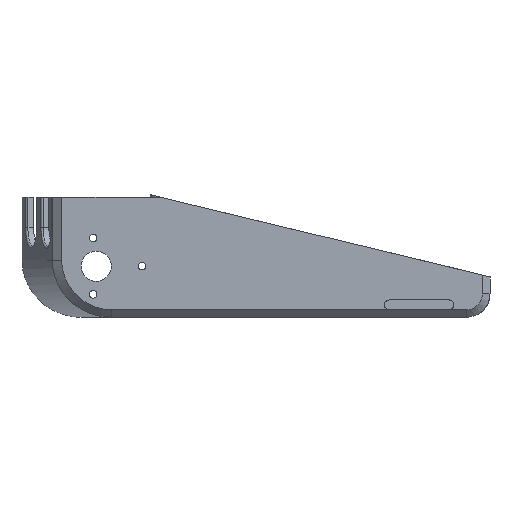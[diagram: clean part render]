
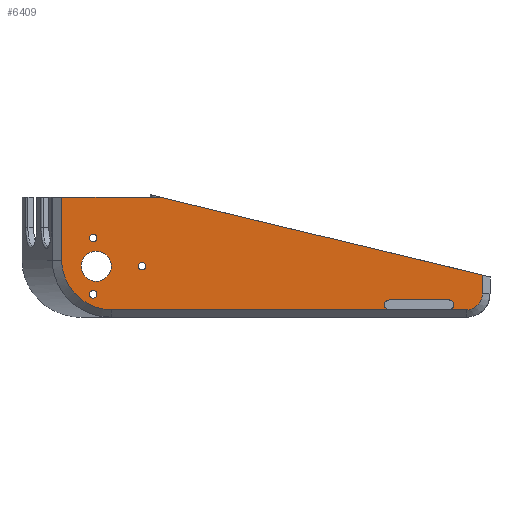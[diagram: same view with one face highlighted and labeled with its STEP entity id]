
A CAD part, left-side view. The second image highlights one B-rep face of the part: STEP entity #6409.
In plain terms, the highlighted planar face has unit normal (-1, 0, 0).
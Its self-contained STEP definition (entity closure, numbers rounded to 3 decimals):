
#1553 = VERTEX_POINT('',#1554);
#1554 = CARTESIAN_POINT('',(-50.8,-49.421,3.302));
#1560 = EDGE_CURVE('',#1561,#1553,#1563,.T.);
#1561 = VERTEX_POINT('',#1562);
#1562 = CARTESIAN_POINT('',(-50.8,-74.821,3.302));
#1563 = LINE('',#1564,#1565);
#1564 = CARTESIAN_POINT('',(-50.8,8.627,3.302));
#1565 = VECTOR('',#1566,1.);
#1566 = DIRECTION('',(0.,1.,0.));
#2747 = VERTEX_POINT('',#2748);
#2748 = CARTESIAN_POINT('',(-50.8,88.9,50.8));
#2754 = EDGE_CURVE('',#2747,#2755,#2757,.T.);
#2755 = VERTEX_POINT('',#2756);
#2756 = CARTESIAN_POINT('',(-50.8,47.574,50.8));
#2757 = LINE('',#2758,#2759);
#2758 = CARTESIAN_POINT('',(-50.8,92.075,50.8));
#2759 = VECTOR('',#2760,1.);
#2760 = DIRECTION('',(0.,-1.,0.));
#3022 = VERTEX_POINT('',#3023);
#3023 = CARTESIAN_POINT('',(-50.8,88.9,24.13));
#3028 = EDGE_CURVE('',#3022,#2747,#3029,.T.);
#3029 = LINE('',#3030,#3031);
#3030 = CARTESIAN_POINT('',(-50.8,88.9,24.13));
#3031 = VECTOR('',#3032,1.);
#3032 = DIRECTION('',(0.,0.,1.));
#6390 = VERTEX_POINT('',#6391);
#6391 = CARTESIAN_POINT('',(-50.8,-74.821,7.302));
#6397 = EDGE_CURVE('',#6390,#1561,#6398,.T.);
#6398 = CIRCLE('',#6399,2.);
#6399 = AXIS2_PLACEMENT_3D('',#6400,#6401,#6402);
#6400 = CARTESIAN_POINT('',(-50.8,-74.821,5.302));
#6401 = DIRECTION('',(1.,0.,0.));
#6402 = DIRECTION('',(0.,1.,0.));
#6409 = ADVANCED_FACE('',(#6410,#6459,#6470,#6481,#6492,#6503),#6522,.F.
  );
#6410 = FACE_BOUND('',#6411,.F.);
#6411 = EDGE_LOOP('',(#6412,#6420,#6428,#6437,#6445,#6457,#6458));
#6412 = ORIENTED_EDGE('',*,*,#6413,.T.);
#6413 = EDGE_CURVE('',#2755,#6414,#6416,.T.);
#6414 = VERTEX_POINT('',#6415);
#6415 = CARTESIAN_POINT('',(-50.8,-88.9,17.815));
#6416 = LINE('',#6417,#6418);
#6417 = CARTESIAN_POINT('',(-50.8,87.139,60.363));
#6418 = VECTOR('',#6419,1.);
#6419 = DIRECTION('',(0.,-0.972,-0.235));
#6420 = ORIENTED_EDGE('',*,*,#6421,.T.);
#6421 = EDGE_CURVE('',#6414,#6422,#6424,.T.);
#6422 = VERTEX_POINT('',#6423);
#6423 = CARTESIAN_POINT('',(-50.8,-88.9,9.906));
#6424 = LINE('',#6425,#6426);
#6425 = CARTESIAN_POINT('',(-50.8,-88.9,17.047));
#6426 = VECTOR('',#6427,1.);
#6427 = DIRECTION('',(-0.,-0.,-1.));
#6428 = ORIENTED_EDGE('',*,*,#6429,.T.);
#6429 = EDGE_CURVE('',#6422,#6430,#6432,.T.);
#6430 = VERTEX_POINT('',#6431);
#6431 = CARTESIAN_POINT('',(-50.8,-82.169,3.175));
#6432 = CIRCLE('',#6433,6.731);
#6433 = AXIS2_PLACEMENT_3D('',#6434,#6435,#6436);
#6434 = CARTESIAN_POINT('',(-50.8,-82.169,9.906));
#6435 = DIRECTION('',(1.,0.,0.));
#6436 = DIRECTION('',(0.,-1.,0.));
#6437 = ORIENTED_EDGE('',*,*,#6438,.T.);
#6438 = EDGE_CURVE('',#6430,#6439,#6441,.T.);
#6439 = VERTEX_POINT('',#6440);
#6440 = CARTESIAN_POINT('',(-50.8,67.945,3.175));
#6441 = LINE('',#6442,#6443);
#6442 = CARTESIAN_POINT('',(-50.8,-82.169,3.175));
#6443 = VECTOR('',#6444,1.);
#6444 = DIRECTION('',(0.,1.,0.));
#6445 = ORIENTED_EDGE('',*,*,#6446,.T.);
#6446 = EDGE_CURVE('',#6439,#3022,#6447,.T.);
#6447 = B_SPLINE_CURVE_WITH_KNOTS('',8,(#6448,#6449,#6450,#6451,#6452,
    #6453,#6454,#6455,#6456),.UNSPECIFIED.,.F.,.F.,(9,9),(
    172.815,210.539),.PIECEWISE_BEZIER_KNOTS.);
#6448 = CARTESIAN_POINT('',(-50.8,67.942,3.175));
#6449 = CARTESIAN_POINT('',(-50.8,72.099,3.178));
#6450 = CARTESIAN_POINT('',(-50.8,76.224,4.137));
#6451 = CARTESIAN_POINT('',(-50.8,80.091,
    6.028));
#6452 = CARTESIAN_POINT('',(-50.8,83.476,8.767));
#6453 = CARTESIAN_POINT('',(-50.8,86.16,
    12.192));
#6454 = CARTESIAN_POINT('',(-50.8,87.99,16.065));
#6455 = CARTESIAN_POINT('',(-50.8,88.9,20.126));
#6456 = CARTESIAN_POINT('',(-50.8,88.9,24.13));
#6457 = ORIENTED_EDGE('',*,*,#3028,.T.);
#6458 = ORIENTED_EDGE('',*,*,#2754,.T.);
#6459 = FACE_BOUND('',#6460,.F.);
#6460 = EDGE_LOOP('',(#6461));
#6461 = ORIENTED_EDGE('',*,*,#6462,.F.);
#6462 = EDGE_CURVE('',#6463,#6463,#6465,.T.);
#6463 = VERTEX_POINT('',#6464);
#6464 = CARTESIAN_POINT('',(-50.8,77.186,33.432));
#6465 = CIRCLE('',#6466,1.588);
#6466 = AXIS2_PLACEMENT_3D('',#6467,#6468,#6469);
#6467 = CARTESIAN_POINT('',(-50.8,75.599,33.432));
#6468 = DIRECTION('',(1.,0.,0.));
#6469 = DIRECTION('',(0.,1.,0.));
#6470 = FACE_BOUND('',#6471,.F.);
#6471 = EDGE_LOOP('',(#6472));
#6472 = ORIENTED_EDGE('',*,*,#6473,.F.);
#6473 = EDGE_CURVE('',#6474,#6474,#6476,.T.);
#6474 = VERTEX_POINT('',#6475);
#6475 = CARTESIAN_POINT('',(-50.8,80.679,21.554));
#6476 = CIRCLE('',#6477,6.35);
#6477 = AXIS2_PLACEMENT_3D('',#6478,#6479,#6480);
#6478 = CARTESIAN_POINT('',(-50.8,74.329,21.554));
#6479 = DIRECTION('',(1.,0.,0.));
#6480 = DIRECTION('',(0.,1.,0.));
#6481 = FACE_BOUND('',#6482,.F.);
#6482 = EDGE_LOOP('',(#6483));
#6483 = ORIENTED_EDGE('',*,*,#6484,.F.);
#6484 = EDGE_CURVE('',#6485,#6485,#6487,.T.);
#6485 = VERTEX_POINT('',#6486);
#6486 = CARTESIAN_POINT('',(-50.8,56.612,21.554));
#6487 = CIRCLE('',#6488,1.588);
#6488 = AXIS2_PLACEMENT_3D('',#6489,#6490,#6491);
#6489 = CARTESIAN_POINT('',(-50.8,55.025,21.554));
#6490 = DIRECTION('',(1.,0.,0.));
#6491 = DIRECTION('',(0.,1.,0.));
#6492 = FACE_BOUND('',#6493,.F.);
#6493 = EDGE_LOOP('',(#6494));
#6494 = ORIENTED_EDGE('',*,*,#6495,.F.);
#6495 = EDGE_CURVE('',#6496,#6496,#6498,.T.);
#6496 = VERTEX_POINT('',#6497);
#6497 = CARTESIAN_POINT('',(-50.8,77.186,9.675));
#6498 = CIRCLE('',#6499,1.588);
#6499 = AXIS2_PLACEMENT_3D('',#6500,#6501,#6502);
#6500 = CARTESIAN_POINT('',(-50.8,75.599,9.675));
#6501 = DIRECTION('',(1.,0.,0.));
#6502 = DIRECTION('',(0.,1.,0.));
#6503 = FACE_BOUND('',#6504,.F.);
#6504 = EDGE_LOOP('',(#6505,#6506,#6514,#6521));
#6505 = ORIENTED_EDGE('',*,*,#6397,.F.);
#6506 = ORIENTED_EDGE('',*,*,#6507,.T.);
#6507 = EDGE_CURVE('',#6390,#6508,#6510,.T.);
#6508 = VERTEX_POINT('',#6509);
#6509 = CARTESIAN_POINT('',(-50.8,-49.421,7.302));
#6510 = LINE('',#6511,#6512);
#6511 = CARTESIAN_POINT('',(-50.8,8.627,7.302));
#6512 = VECTOR('',#6513,1.);
#6513 = DIRECTION('',(0.,1.,0.));
#6514 = ORIENTED_EDGE('',*,*,#6515,.F.);
#6515 = EDGE_CURVE('',#1553,#6508,#6516,.T.);
#6516 = CIRCLE('',#6517,2.);
#6517 = AXIS2_PLACEMENT_3D('',#6518,#6519,#6520);
#6518 = CARTESIAN_POINT('',(-50.8,-49.421,5.302));
#6519 = DIRECTION('',(1.,0.,0.));
#6520 = DIRECTION('',(0.,1.,0.));
#6521 = ORIENTED_EDGE('',*,*,#1560,.F.);
#6522 = PLANE('',#6523);
#6523 = AXIS2_PLACEMENT_3D('',#6524,#6525,#6526);
#6524 = CARTESIAN_POINT('',(-50.8,92.075,0.));
#6525 = DIRECTION('',(1.,0.,0.));
#6526 = DIRECTION('',(0.,-1.,0.));
